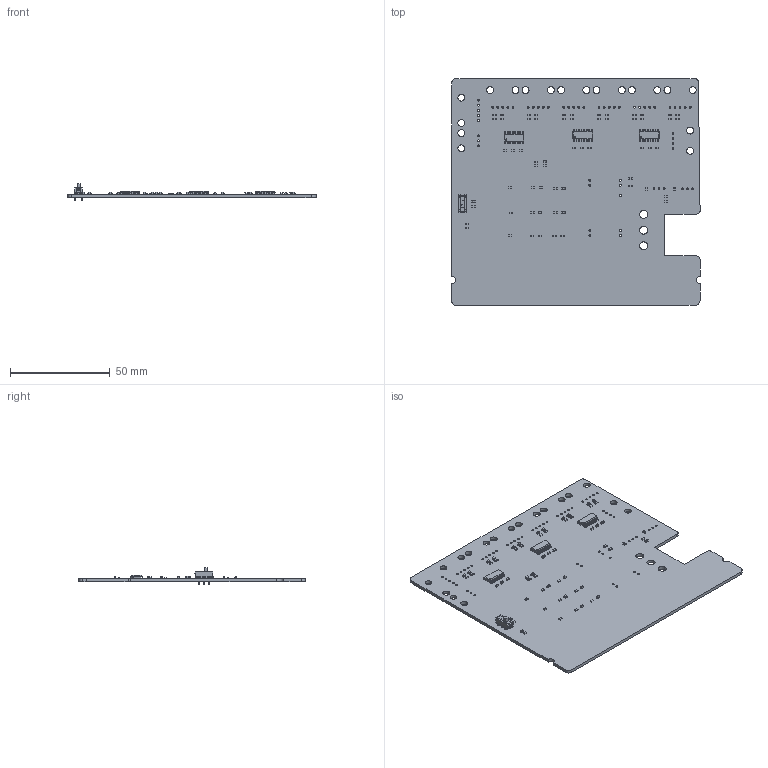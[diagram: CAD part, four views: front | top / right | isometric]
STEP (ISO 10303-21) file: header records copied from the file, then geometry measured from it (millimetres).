
FILE_DESCRIPTION(('KiCad electronic assembly'),'2;1');
FILE_NAME('DriveBoard2020.step','2019-12-20T22:14:28',('An Author'),( 'A Company'),'Open CASCADE STEP processor 6.9', 'KiCad to STEP converter','Unknown');
FILE_SCHEMA(('AUTOMOTIVE_DESIGN { 1 0 10303 214 1 1 1 1 }'));
Length unit declared in the file: millimetre
Products named in the file (12): Open CASCADE STEP translator 6.9 1; C_0603_1608Metric; SOLID; LED_0603_1608Metric; R_0603_1608Metric; SOIC-16_3.9x9.9mm_P1.27mm; SW_CuK_JS202011CQN_DPDT_Straight; COMPOUND
Assembly tree (72 placements, depth 3):
  Open CASCADE STEP translator 6.9 1
    C_0603_1608Metric  x15
      SOLID
    LED_0603_1608Metric  x22
      SOLID
    R_0603_1608Metric  x25
      SOLID
    SOIC-16_3.9x9.9mm_P1.27mm  x3
      SOLID
    SW_CuK_JS202011CQN_DPDT_Straight
      SOLID
    COMPOUND
Bounding box: 124.46 x 113.67 x 8.5 mm (x, y, z)
Volume: 21914.2 mm3; surface area: 29451.6 mm2
Topology: 67 solids, 67 shells, 3287 faces, 8706 edges, 5614 vertices
Faces by surface type: plane 2322, cylinder 845, bspline 120
Full cylindrical faces by diameter (mm): 0.6 x3, 0.762 x1, 0.889 x6, 0.9 x47, 1 x9, 3.45 x18, 4.06 x3
Entity records: 49460 total; most frequent: CARTESIAN_POINT 8155, DIRECTION 7003, LINE 4549, VECTOR 4549, ORIENTED_EDGE 3622, PCURVE 3622, DEFINITIONAL_REPRESENTATION 3622, EDGE_CURVE 1811
